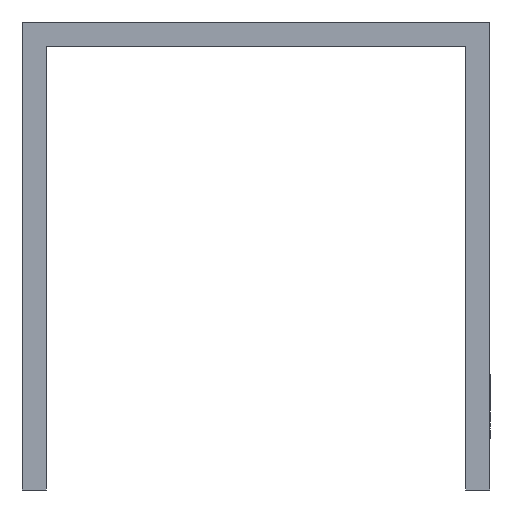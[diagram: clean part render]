
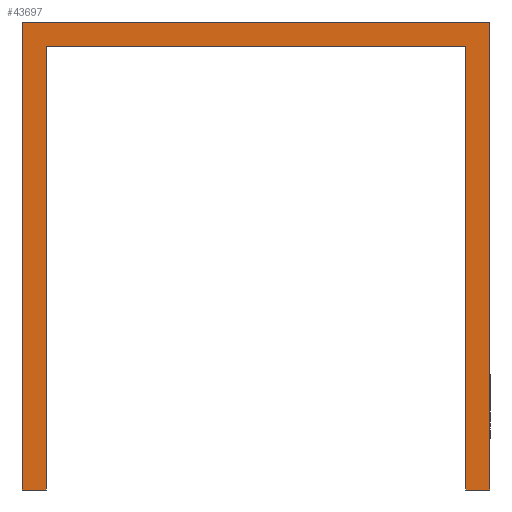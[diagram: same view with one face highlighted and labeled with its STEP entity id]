
A CAD part, front view. The second image highlights one B-rep face of the part: STEP entity #43697.
In plain terms, the highlighted planar face has unit normal (0, -1, 0).
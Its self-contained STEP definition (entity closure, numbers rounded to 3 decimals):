
#300 = DIRECTION ( 'NONE',  ( 0., 0., -1. ) ) ;
#349 = ORIENTED_EDGE ( 'NONE', *, *, #7866, .F. ) ;
#1188 = FACE_OUTER_BOUND ( 'NONE', #47183, .T. ) ;
#1410 = DIRECTION ( 'NONE',  ( 0., 0., -1. ) ) ;
#2561 = DIRECTION ( 'NONE',  ( 0., 0., 1. ) ) ;
#2716 = EDGE_CURVE ( 'NONE', #24301, #22742, #47516, .T. ) ;
#2934 = LINE ( 'NONE', #47228, #48571 ) ;
#4134 = LINE ( 'NONE', #37902, #45852 ) ;
#4473 = VECTOR ( 'NONE', #10974, 1000. ) ;
#6260 = CARTESIAN_POINT ( 'NONE',  ( -21.5, 0., -45.5 ) ) ;
#6462 = VECTOR ( 'NONE', #1410, 1000. ) ;
#6742 = ORIENTED_EDGE ( 'NONE', *, *, #12814, .F. ) ;
#7866 = EDGE_CURVE ( 'NONE', #40515, #47137, #53389, .T. ) ;
#8212 = EDGE_CURVE ( 'NONE', #51733, #20397, #19386, .T. ) ;
#9308 = EDGE_CURVE ( 'NONE', #31217, #17176, #47584, .T. ) ;
#10107 = EDGE_CURVE ( 'NONE', #47137, #51733, #10350, .T. ) ;
#10148 = DIRECTION ( 'NONE',  ( 0., 0., -1. ) ) ;
#10350 = LINE ( 'NONE', #18414, #6462 ) ;
#10801 = CARTESIAN_POINT ( 'NONE',  ( 21.5, 0., -45.5 ) ) ;
#10974 = DIRECTION ( 'NONE',  ( -1., 0., 0. ) ) ;
#11561 = CARTESIAN_POINT ( 'NONE',  ( -21.5, 0., 0. ) ) ;
#11576 = CARTESIAN_POINT ( 'NONE',  ( 21.5, 0., -45.5 ) ) ;
#12466 = CARTESIAN_POINT ( 'NONE',  ( 24., 0., 2.5 ) ) ;
#12814 = EDGE_CURVE ( 'NONE', #17176, #24301, #47071, .T. ) ;
#13406 = CARTESIAN_POINT ( 'NONE',  ( -24., 0., 2.5 ) ) ;
#17176 = VERTEX_POINT ( 'NONE', #11561 ) ;
#17500 = CARTESIAN_POINT ( 'NONE',  ( 24., 0., 2.5 ) ) ;
#18414 = CARTESIAN_POINT ( 'NONE',  ( 24., 0., -45.5 ) ) ;
#19386 = LINE ( 'NONE', #10801, #4473 ) ;
#20397 = VERTEX_POINT ( 'NONE', #11576 ) ;
#20693 = ORIENTED_EDGE ( 'NONE', *, *, #10107, .F. ) ;
#21070 = DIRECTION ( 'NONE',  ( 0., 0., 1. ) ) ;
#21245 = PLANE ( 'NONE',  #29340 ) ;
#21711 = CARTESIAN_POINT ( 'NONE',  ( -21.5, 0., 0. ) ) ;
#22553 = ORIENTED_EDGE ( 'NONE', *, *, #2716, .F. ) ;
#22742 = VERTEX_POINT ( 'NONE', #39806 ) ;
#22860 = DIRECTION ( 'NONE',  ( 0., -1., 0. ) ) ;
#23130 = ORIENTED_EDGE ( 'NONE', *, *, #29951, .F. ) ;
#24301 = VERTEX_POINT ( 'NONE', #6260 ) ;
#24646 = VECTOR ( 'NONE', #25255, 1000. ) ;
#25255 = DIRECTION ( 'NONE',  ( -1., 0., 0. ) ) ;
#26450 = EDGE_CURVE ( 'NONE', #20397, #31217, #2934, .T. ) ;
#26602 = VECTOR ( 'NONE', #29253, 1000. ) ;
#29253 = DIRECTION ( 'NONE',  ( 1., 0., 0. ) ) ;
#29340 = AXIS2_PLACEMENT_3D ( 'NONE', #42974, #22860, #10148 ) ;
#29951 = EDGE_CURVE ( 'NONE', #22742, #40515, #4134, .T. ) ;
#30034 = ORIENTED_EDGE ( 'NONE', *, *, #26450, .F. ) ;
#31217 = VERTEX_POINT ( 'NONE', #41290 ) ;
#35957 = VECTOR ( 'NONE', #300, 1000. ) ;
#36390 = VECTOR ( 'NONE', #43764, 1000. ) ;
#37902 = CARTESIAN_POINT ( 'NONE',  ( -24., 0., -45.5 ) ) ;
#39806 = CARTESIAN_POINT ( 'NONE',  ( -24., 0., -45.5 ) ) ;
#40515 = VERTEX_POINT ( 'NONE', #13406 ) ;
#41290 = CARTESIAN_POINT ( 'NONE',  ( 21.5, 0., 0. ) ) ;
#41709 = CARTESIAN_POINT ( 'NONE',  ( 24., 0., -45.5 ) ) ;
#42974 = CARTESIAN_POINT ( 'NONE',  ( 0., 0., 0. ) ) ;
#43697 = ADVANCED_FACE ( 'NONE', ( #1188 ), #21245, .T. ) ;
#43764 = DIRECTION ( 'NONE',  ( -1., 0., 0. ) ) ;
#44442 = ORIENTED_EDGE ( 'NONE', *, *, #9308, .F. ) ;
#45852 = VECTOR ( 'NONE', #21070, 1000. ) ;
#46681 = ORIENTED_EDGE ( 'NONE', *, *, #8212, .F. ) ;
#47071 = LINE ( 'NONE', #21711, #35957 ) ;
#47137 = VERTEX_POINT ( 'NONE', #17500 ) ;
#47183 = EDGE_LOOP ( 'NONE', ( #30034, #46681, #20693, #349, #23130, #22553, #6742, #44442 ) ) ;
#47228 = CARTESIAN_POINT ( 'NONE',  ( 21.5, 0., 0. ) ) ;
#47516 = LINE ( 'NONE', #48324, #36390 ) ;
#47584 = LINE ( 'NONE', #50444, #24646 ) ;
#48324 = CARTESIAN_POINT ( 'NONE',  ( -21.5, 0., -45.5 ) ) ;
#48571 = VECTOR ( 'NONE', #2561, 1000. ) ;
#50444 = CARTESIAN_POINT ( 'NONE',  ( -21.5, 0., 0. ) ) ;
#51733 = VERTEX_POINT ( 'NONE', #41709 ) ;
#53389 = LINE ( 'NONE', #12466, #26602 ) ;
